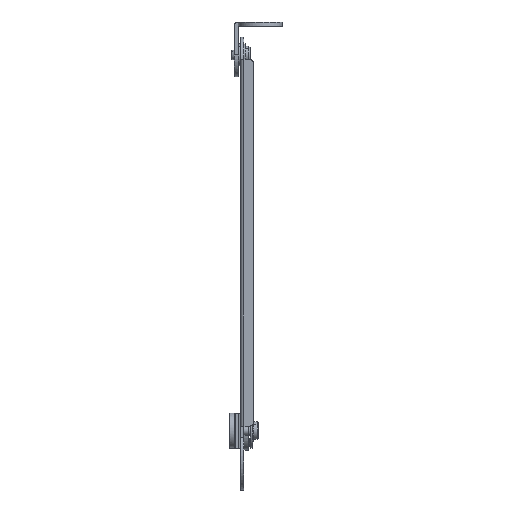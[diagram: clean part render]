
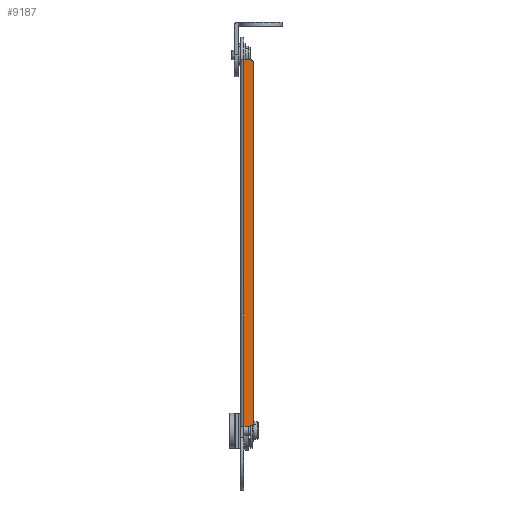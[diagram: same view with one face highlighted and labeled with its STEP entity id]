
A CAD part, front view. The second image highlights one B-rep face of the part: STEP entity #9187.
In plain terms, the highlighted free-form (B-spline) face has degree [1, 1] with [2, 2] control points.
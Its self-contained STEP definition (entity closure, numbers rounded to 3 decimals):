
#8296=CARTESIAN_POINT('',(6.5,-11.6,-169.));
#8297=VERTEX_POINT('',#8296);
#8308=CARTESIAN_POINT('',(6.5,-11.6,-2.0));
#8309=VERTEX_POINT('',#8308);
#8310=CARTESIAN_POINT('',(6.5,-11.6,-2.0));
#8311=CARTESIAN_POINT('',(6.5,-11.6,-169.));
#8312=QUASI_UNIFORM_CURVE('',1,(#8310,#8311),.UNSPECIFIED.,.F.,.U.);
#8313=EDGE_CURVE('',#8309,#8297,#8312,.T.);
#8461=CARTESIAN_POINT('',(11.0,-11.6,-167.));
#8462=VERTEX_POINT('',#8461);
#8468=CARTESIAN_POINT('',(9.,-11.6,-169.));
#8469=VERTEX_POINT('',#8468);
#8470=CARTESIAN_POINT('',(9.,-11.6,-169.));
#8471=CARTESIAN_POINT('',(9.196,-11.6,-169.));
#8472=CARTESIAN_POINT('',(9.589,-11.6,-168.942));
#8473=CARTESIAN_POINT('',(10.187,-11.6,-168.659));
#8474=CARTESIAN_POINT('',(10.624,-11.6,-168.223));
#8475=CARTESIAN_POINT('',(10.927,-11.6,-167.638));
#8476=CARTESIAN_POINT('',(11.,-11.6,-167.245));
#8477=CARTESIAN_POINT('',(11.0,-11.6,-167.));
#8478=B_SPLINE_CURVE_WITH_KNOTS('',3,(#8470,#8471,#8472,#8473,#8474,#8475,#8476,#8477),.UNSPECIFIED.,.F.,.U.,(4,1,1,1,1,4),(0.,0.589,1.178,1.964,2.405,3.142),.UNSPECIFIED.);
#8479=EDGE_CURVE('',#8469,#8462,#8478,.T.);
#8559=CARTESIAN_POINT('',(11.0,-11.6,-4.0));
#8560=VERTEX_POINT('',#8559);
#8561=CARTESIAN_POINT('',(9.,-11.6,-2.0));
#8562=VERTEX_POINT('',#8561);
#8563=CARTESIAN_POINT('',(11.0,-11.6,-4.0));
#8564=CARTESIAN_POINT('',(11.,-11.6,-3.804));
#8565=CARTESIAN_POINT('',(10.932,-11.6,-3.345));
#8566=CARTESIAN_POINT('',(10.618,-11.6,-2.757));
#8567=CARTESIAN_POINT('',(10.164,-11.6,-2.346));
#8568=CARTESIAN_POINT('',(9.638,-11.6,-2.073));
#8569=CARTESIAN_POINT('',(9.245,-11.6,-2.));
#8570=CARTESIAN_POINT('',(9.,-11.6,-2.0));
#8571=B_SPLINE_CURVE_WITH_KNOTS('',3,(#8563,#8564,#8565,#8566,#8567,#8568,#8569,#8570),.UNSPECIFIED.,.F.,.U.,(4,1,1,1,1,4),(0.,0.589,1.375,1.964,2.405,3.142),.UNSPECIFIED.);
#8572=EDGE_CURVE('',#8560,#8562,#8571,.T.);
#9157=CARTESIAN_POINT('',(11.0,-11.6,-167.));
#9158=CARTESIAN_POINT('',(11.0,-11.6,-4.0));
#9159=QUASI_UNIFORM_CURVE('',1,(#9157,#9158),.UNSPECIFIED.,.F.,.U.);
#9160=EDGE_CURVE('',#8462,#8560,#9159,.T.);
#9166=CARTESIAN_POINT('',(6.275,-11.6,6.342));
#9167=CARTESIAN_POINT('',(6.275,-11.6,-177.342));
#9168=CARTESIAN_POINT('',(11.225,-11.6,6.342));
#9169=CARTESIAN_POINT('',(11.225,-11.6,-177.342));
#9170=B_SPLINE_SURFACE_WITH_KNOTS('',1,1,((#9166,#9168),(#9167,#9169)),.UNSPECIFIED.,.F.,.F.,.U.,(2,2),(2,2),(0.0,183.683),(0.0,4.95),.UNSPECIFIED.);
#9171=CARTESIAN_POINT('',(9.,-11.6,-2.0));
#9172=CARTESIAN_POINT('',(6.5,-11.6,-2.0));
#9173=QUASI_UNIFORM_CURVE('',1,(#9171,#9172),.UNSPECIFIED.,.F.,.U.);
#9174=EDGE_CURVE('',#8562,#8309,#9173,.T.);
#9175=ORIENTED_EDGE('',*,*,#9174,.T.);
#9176=ORIENTED_EDGE('',*,*,#8313,.T.);
#9177=CARTESIAN_POINT('',(9.,-11.6,-169.));
#9178=CARTESIAN_POINT('',(6.5,-11.6,-169.));
#9179=QUASI_UNIFORM_CURVE('',1,(#9177,#9178),.UNSPECIFIED.,.F.,.U.);
#9180=EDGE_CURVE('',#8469,#8297,#9179,.T.);
#9181=ORIENTED_EDGE('',*,*,#9180,.F.);
#9182=ORIENTED_EDGE('',*,*,#8479,.T.);
#9183=ORIENTED_EDGE('',*,*,#9160,.T.);
#9184=ORIENTED_EDGE('',*,*,#8572,.T.);
#9185=EDGE_LOOP('',(#9175,#9176,#9181,#9182,#9183,#9184));
#9186=FACE_OUTER_BOUND('',#9185,.T.);
#9187=ADVANCED_FACE('',(#9186),#9170,.T.);
